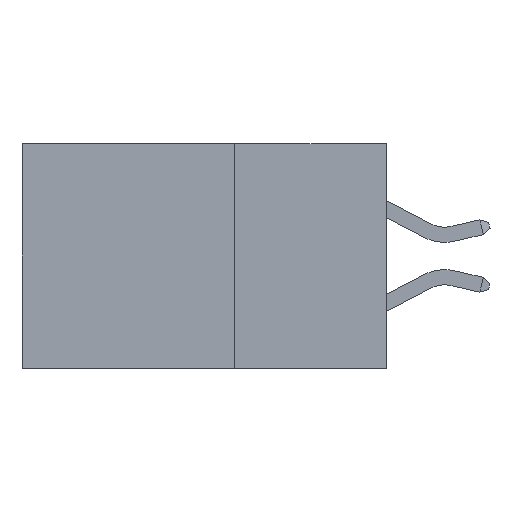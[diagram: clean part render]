
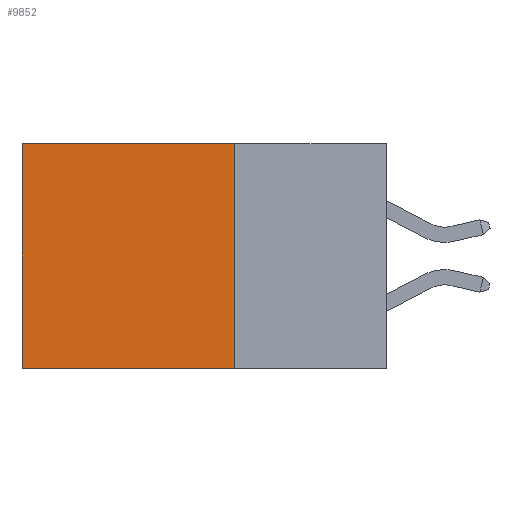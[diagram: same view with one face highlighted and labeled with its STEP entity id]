
A CAD part, left-side view. The second image highlights one B-rep face of the part: STEP entity #9852.
In plain terms, the highlighted planar face has unit normal (-1, 0, 0).
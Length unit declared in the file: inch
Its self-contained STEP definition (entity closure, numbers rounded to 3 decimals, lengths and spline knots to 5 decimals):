
#331 = DIRECTION ( 'NONE',  ( 0., 0., -1. ) ) ;
#356 = EDGE_LOOP ( 'NONE', ( #15512, #12932, #10770, #1782 ) ) ;
#544 = DIRECTION ( 'NONE',  ( 1., 0., 0. ) ) ;
#711 = VERTEX_POINT ( 'NONE', #9443 ) ;
#1782 = ORIENTED_EDGE ( 'NONE', *, *, #16626, .T. ) ;
#1914 = CARTESIAN_POINT ( 'NONE',  ( 0.298, 0.25, 0. ) ) ;
#2085 = FACE_OUTER_BOUND ( 'NONE', #356, .T. ) ;
#2624 = EDGE_CURVE ( 'NONE', #9354, #16907, #6521, .T. ) ;
#2787 = EDGE_CURVE ( 'NONE', #711, #9354, #14614, .T. ) ;
#3241 = DIRECTION ( 'NONE',  ( 0., 1., 0. ) ) ;
#4514 = AXIS2_PLACEMENT_3D ( 'NONE', #8700, #544, #10058 ) ;
#4575 = VECTOR ( 'NONE', #6499, 39.37008 ) ;
#5005 = CARTESIAN_POINT ( 'NONE',  ( 0.298, 0.25, -0.37 ) ) ;
#5617 = CARTESIAN_POINT ( 'NONE',  ( 0.298, 0.25, 0. ) ) ;
#6499 = DIRECTION ( 'NONE',  ( 0., 0., -1. ) ) ;
#6521 = LINE ( 'NONE', #5005, #16644 ) ;
#7627 = CARTESIAN_POINT ( 'NONE',  ( 0.298, 0.25, -0.37 ) ) ;
#8000 = CARTESIAN_POINT ( 'NONE',  ( 0.298, 0.6, -0.37 ) ) ;
#8201 = LINE ( 'NONE', #14506, #4575 ) ;
#8700 = CARTESIAN_POINT ( 'NONE',  ( 0.298, 0.25, 0. ) ) ;
#9354 = VERTEX_POINT ( 'NONE', #7627 ) ;
#9443 = CARTESIAN_POINT ( 'NONE',  ( 0.298, 0.25, 0. ) ) ;
#9852 = ADVANCED_FACE ( 'NONE', ( #2085 ), #13974, .F. ) ;
#10058 = DIRECTION ( 'NONE',  ( 0., 0., -1. ) ) ;
#10593 = DIRECTION ( 'NONE',  ( 0., 1., 0. ) ) ;
#10670 = VECTOR ( 'NONE', #3241, 39.37008 ) ;
#10770 = ORIENTED_EDGE ( 'NONE', *, *, #2787, .F. ) ;
#11863 = EDGE_CURVE ( 'NONE', #16501, #16907, #8201, .T. ) ;
#12932 = ORIENTED_EDGE ( 'NONE', *, *, #2624, .F. ) ;
#13974 = PLANE ( 'NONE',  #4514 ) ;
#14506 = CARTESIAN_POINT ( 'NONE',  ( 0.298, 0.6, 0. ) ) ;
#14604 = LINE ( 'NONE', #1914, #10670 ) ;
#14614 = LINE ( 'NONE', #5617, #17213 ) ;
#15512 = ORIENTED_EDGE ( 'NONE', *, *, #11863, .T. ) ;
#16404 = CARTESIAN_POINT ( 'NONE',  ( 0.298, 0.6, 0. ) ) ;
#16501 = VERTEX_POINT ( 'NONE', #16404 ) ;
#16626 = EDGE_CURVE ( 'NONE', #711, #16501, #14604, .T. ) ;
#16644 = VECTOR ( 'NONE', #10593, 39.37008 ) ;
#16907 = VERTEX_POINT ( 'NONE', #8000 ) ;
#17213 = VECTOR ( 'NONE', #331, 39.37008 ) ;
